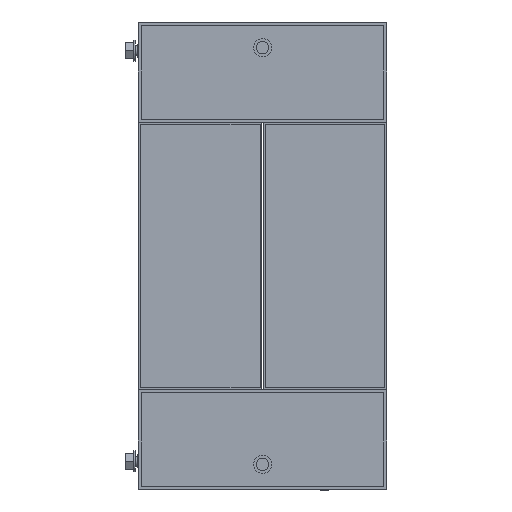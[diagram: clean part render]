
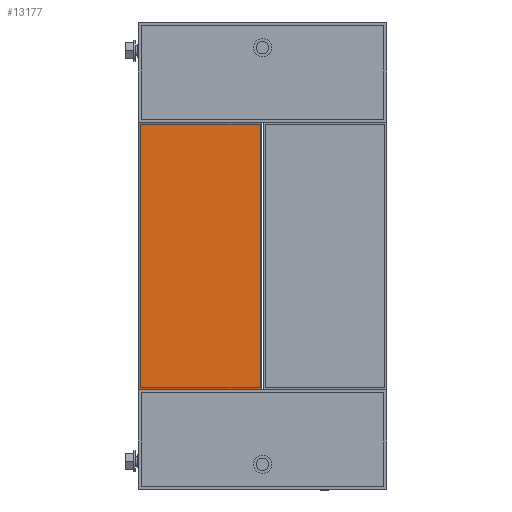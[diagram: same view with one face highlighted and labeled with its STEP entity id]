
A CAD part, left-side view. The second image highlights one B-rep face of the part: STEP entity #13177.
In plain terms, the highlighted planar face has unit normal (-1, 0, 0).
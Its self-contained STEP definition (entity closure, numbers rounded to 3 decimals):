
#1 = EDGE_CURVE ( 'NONE', #16014, #1127, #2678, .T. ) ;
#32 = DIRECTION ( 'NONE',  ( 0., 0., -1. ) ) ;
#402 = EDGE_LOOP ( 'NONE', ( #13965, #12006, #14393, #5554 ) ) ;
#1127 = VERTEX_POINT ( 'NONE', #6048 ) ;
#1374 = AXIS2_PLACEMENT_3D ( 'NONE', #17715, #10803, #12365 ) ;
#1475 = CARTESIAN_POINT ( 'NONE',  ( 0., -0.5, 295. ) ) ;
#1592 = CARTESIAN_POINT ( 'NONE',  ( 0., -0.5, 80. ) ) ;
#2427 = CARTESIAN_POINT ( 'NONE',  ( 0., -99.5, 295. ) ) ;
#2678 = LINE ( 'NONE', #14038, #15294 ) ;
#2699 = LINE ( 'NONE', #6938, #14105 ) ;
#4308 = DIRECTION ( 'NONE',  ( 0., -1., 0. ) ) ;
#4585 = EDGE_CURVE ( 'NONE', #13195, #16014, #2699, .T. ) ;
#5554 = ORIENTED_EDGE ( 'NONE', *, *, #6530, .T. ) ;
#6048 = CARTESIAN_POINT ( 'NONE',  ( 0., -99.5, 80. ) ) ;
#6165 = CARTESIAN_POINT ( 'NONE',  ( 0., -99.5, 295. ) ) ;
#6438 = FACE_OUTER_BOUND ( 'NONE', #402, .T. ) ;
#6530 = EDGE_CURVE ( 'NONE', #1127, #12033, #7795, .T. ) ;
#6707 = PLANE ( 'NONE',  #1374 ) ;
#6760 = DIRECTION ( 'NONE',  ( 0., 1., 0. ) ) ;
#6938 = CARTESIAN_POINT ( 'NONE',  ( 0., -0.5, 295. ) ) ;
#7795 = LINE ( 'NONE', #2427, #16667 ) ;
#7991 = CARTESIAN_POINT ( 'NONE',  ( 0., -99.5, 295. ) ) ;
#9273 = DIRECTION ( 'NONE',  ( 0., 0., 1. ) ) ;
#10803 = DIRECTION ( 'NONE',  ( -1., 0., 0. ) ) ;
#12006 = ORIENTED_EDGE ( 'NONE', *, *, #4585, .T. ) ;
#12033 = VERTEX_POINT ( 'NONE', #6165 ) ;
#12365 = DIRECTION ( 'NONE',  ( 0., 0., 1. ) ) ;
#12510 = LINE ( 'NONE', #7991, #13304 ) ;
#13177 = ADVANCED_FACE ( 'NONE', ( #6438 ), #6707, .T. ) ;
#13195 = VERTEX_POINT ( 'NONE', #1475 ) ;
#13304 = VECTOR ( 'NONE', #6760, 1000. ) ;
#13965 = ORIENTED_EDGE ( 'NONE', *, *, #17063, .T. ) ;
#14038 = CARTESIAN_POINT ( 'NONE',  ( 0., -99.5, 80. ) ) ;
#14105 = VECTOR ( 'NONE', #32, 1000. ) ;
#14393 = ORIENTED_EDGE ( 'NONE', *, *, #1, .T. ) ;
#15294 = VECTOR ( 'NONE', #4308, 1000. ) ;
#16014 = VERTEX_POINT ( 'NONE', #1592 ) ;
#16667 = VECTOR ( 'NONE', #9273, 1000. ) ;
#17063 = EDGE_CURVE ( 'NONE', #12033, #13195, #12510, .T. ) ;
#17715 = CARTESIAN_POINT ( 'NONE',  ( 0., 0., 0. ) ) ;
